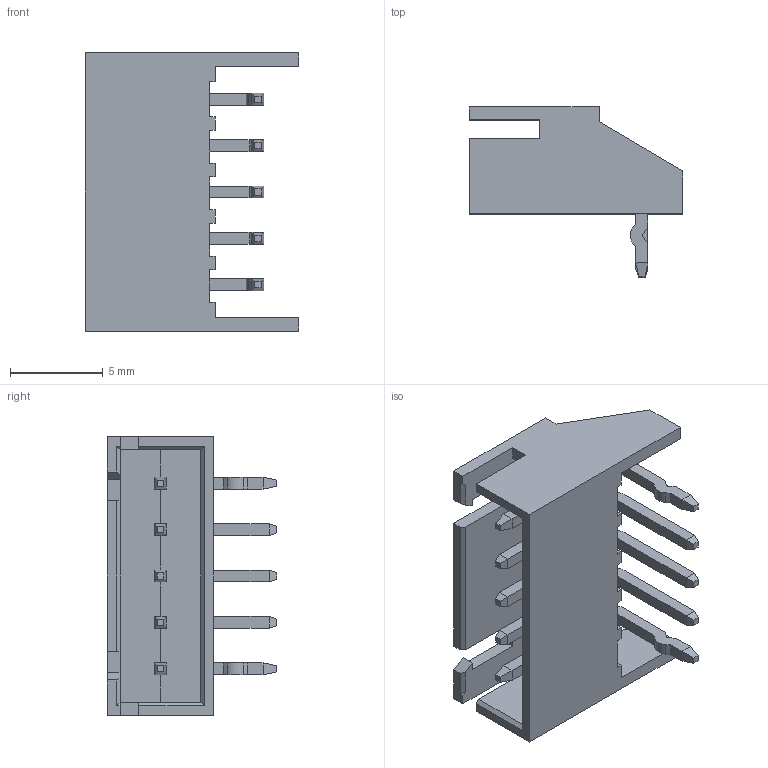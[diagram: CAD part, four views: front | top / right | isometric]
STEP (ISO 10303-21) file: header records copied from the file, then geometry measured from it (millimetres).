
FILE_DESCRIPTION((''),'2;1');
FILE_NAME('2317RJ-05_ASM','2020-12-02T15:30:19',('Acer'),(''),'CREO PARAMETRIC BY PTC INC, 2018100','CREO PARAMETRIC BY PTC INC, 2018100','');
FILE_SCHEMA(('CONFIG_CONTROL_DESIGN'));
Length unit declared in the file: millimetre
Products named in the file (4): 801-2317RJ-05; 802-0_5-K; 802-0_5-1; 2317RJ-05_ASM
Assembly tree (6 placements, depth 2):
  2317RJ-05_ASM
    801-2317RJ-05
    802-0_5-K  x2
    802-0_5-1  x3
Bounding box: 11.5 x 9.15 x 15 mm (x, y, z)
Volume: 322.9 mm3; surface area: 925.4 mm2
Topology: 6 solids, 6 shells, 195 faces, 522 edges, 334 vertices
Faces by surface type: plane 181, cylinder 14
Entity records: 4372 total; most frequent: CARTESIAN_POINT 767, ORIENTED_EDGE 756, DIRECTION 676, EDGE_CURVE 378, VECTOR 366, LINE 366, VERTEX_POINT 246, AXIS2_PLACEMENT_3D 155
